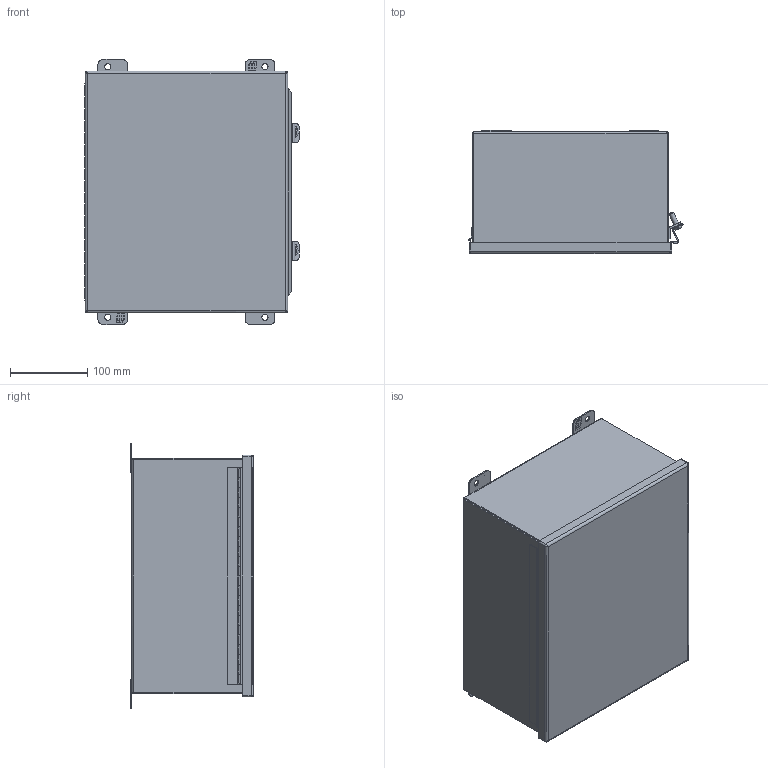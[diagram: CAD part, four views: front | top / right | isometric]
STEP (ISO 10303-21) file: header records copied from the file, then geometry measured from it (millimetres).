
FILE_DESCRIPTION (( 'STEP AP214' ), '1' );
FILE_NAME ('1414N4PHSSK6.STEP', '2019-09-18T13:10:44', ( '' ), ( '' ), 'SwSTEP 2.0', 'SolidWorks 2018', '' );
FILE_SCHEMA (( 'AUTOMOTIVE_DESIGN' ));
Length unit declared in the file: inch
Products named in the file (1): 1414N4PHSSK6
Bounding box: 276.93 x 159.23 x 342.9 mm (x, y, z)
Volume: 846468.3 mm3; surface area: 931220.7 mm2
Topology: 21 solids, 22 shells, 724 faces, 1874 edges, 1194 vertices
Faces by surface type: plane 464, cylinder 196, bspline 34, cone 30
Full cylindrical faces by diameter (mm): 1.143 x1, 3.967 x4, 4.826 x2, 5.41 x2, 6.35 x4, 6.731 x4, 7.937 x2, 7.938 x2, 9.525 x4, 12.192 x2
Entity records: 33280 total; most frequent: CARTESIAN_POINT 6856, ORIENTED_EDGE 3602, DIRECTION 3453, EDGE_CURVE 1801, VECTOR 1331, LINE 1331, VERTEX_POINT 1180, AXIS2_PLACEMENT_3D 1061
